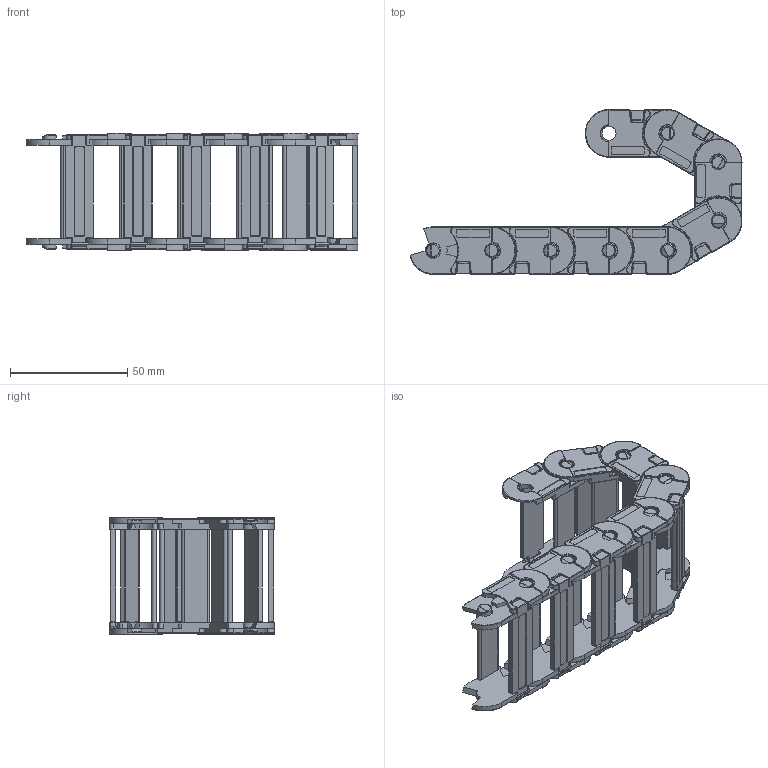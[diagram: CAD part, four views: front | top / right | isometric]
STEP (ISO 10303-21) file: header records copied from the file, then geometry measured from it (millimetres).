
FILE_DESCRIPTION (( 'STEP AP214' ), '1' );
FILE_NAME ('CK15-B040-R025-J.STEP', '2019-09-02T12:11:37', ( '' ), ( '' ), 'SwSTEP 2.0', 'SolidWorks 2017', '' );
FILE_SCHEMA (( 'AUTOMOTIVE_DESIGN' ));
Length unit declared in the file: millimetre
Products named in the file (2): CK15-B040-R025-J; CK15X15B_1
Assembly tree (8 placements, depth 2):
  CK15-B040-R025-J
    CK15X15B_1  x8
Bounding box: 141.64 x 70.2 x 50 mm (x, y, z)
Volume: 47371.2 mm3; surface area: 51478.6 mm2
Topology: 16 solids, 16 shells, 2456 faces, 6096 edges, 3576 vertices
Faces by surface type: cylinder 1136, plane 744, bspline 560, cone 16
Entity records: 14008 total; most frequent: CARTESIAN_POINT 3679, ORIENTED_EDGE 1484, DIRECTION 1413, EDGE_CURVE 742, AXIS2_PLACEMENT_3D 528, VERTEX_POINT 447, VECTOR 357, LINE 357
